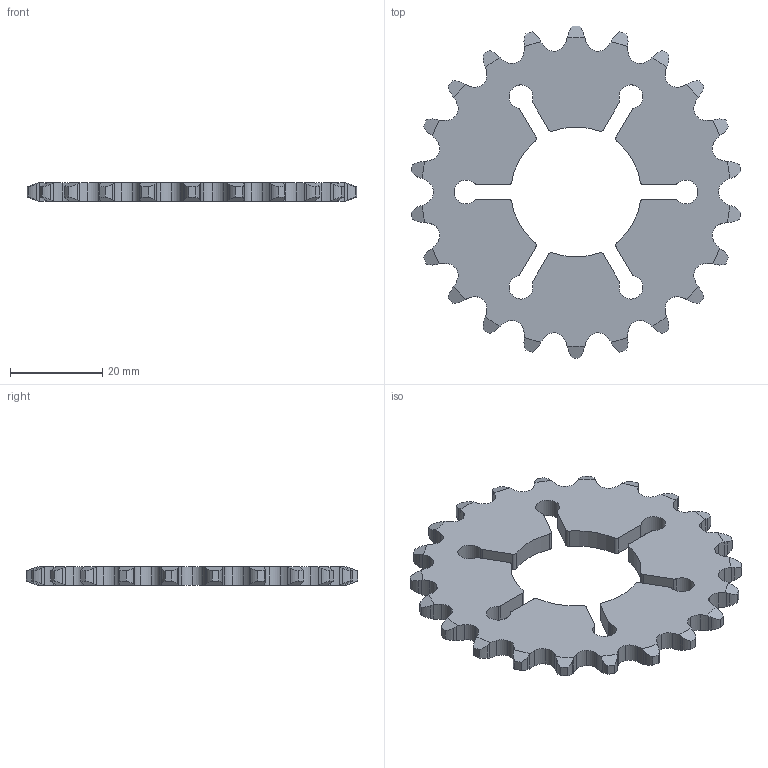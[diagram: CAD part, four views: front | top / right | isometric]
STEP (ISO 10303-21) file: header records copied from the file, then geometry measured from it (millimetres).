
FILE_DESCRIPTION (( 'STEP AP214' ), '1' );
FILE_NAME ('am-0245 s35-22le Sprocket.STEP', '2016-01-26T16:48:03', ( '' ), ( '' ), 'SwSTEP 2.0', 'SolidWorks 2014', '' );
FILE_SCHEMA (( 'AUTOMOTIVE_DESIGN' ));
Length unit declared in the file: inch
Products named in the file (1): am-0245 s35-22le Sprocket
Bounding box: 71.43 x 71.96 x 4.06 mm (x, y, z)
Volume: 10242.4 mm3; surface area: 7271.3 mm2
Topology: 1 solids, 1 shells, 296 faces, 882 edges, 588 vertices
Faces by surface type: cylinder 194, plane 58, cone 44
Entity records: 10554 total; most frequent: CARTESIAN_POINT 2735, ORIENTED_EDGE 1764, DIRECTION 1556, EDGE_CURVE 882, AXIS2_PLACEMENT_3D 641, VERTEX_POINT 588, CIRCLE 344, EDGE_LOOP 298
